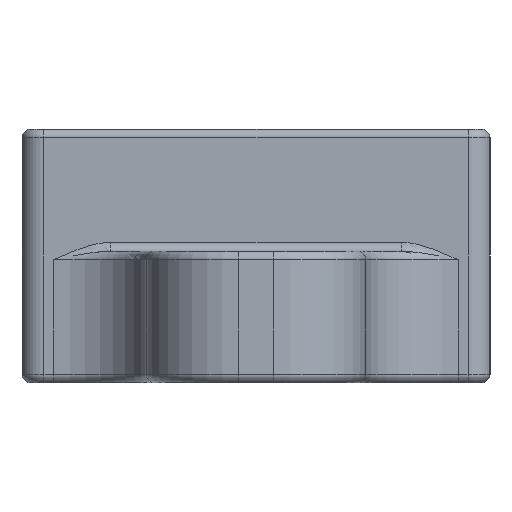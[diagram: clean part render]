
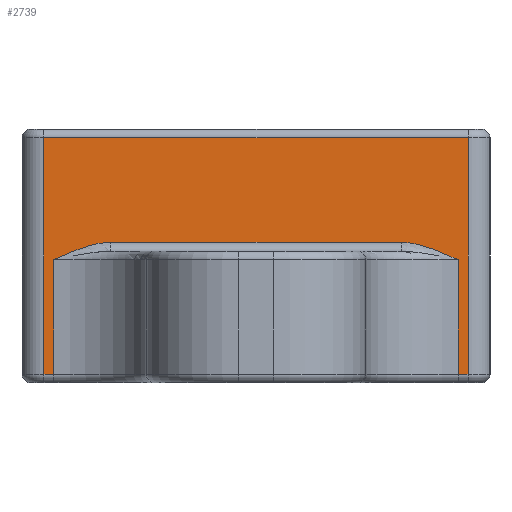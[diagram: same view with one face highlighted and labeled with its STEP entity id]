
A CAD part, left-side view. The second image highlights one B-rep face of the part: STEP entity #2739.
In plain terms, the highlighted planar face has unit normal (-1, 0, 0).
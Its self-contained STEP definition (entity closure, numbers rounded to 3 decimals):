
#74=PLANE('',#2934);
#165=LINE('',#4346,#421);
#166=LINE('',#4406,#422);
#167=LINE('',#4408,#423);
#168=LINE('',#4410,#424);
#169=LINE('',#4412,#425);
#170=LINE('',#4414,#426);
#171=LINE('',#4416,#427);
#172=LINE('',#4417,#428);
#421=VECTOR('',#3281,10.);
#422=VECTOR('',#3284,10.);
#423=VECTOR('',#3285,10.);
#424=VECTOR('',#3286,10.);
#425=VECTOR('',#3287,10.);
#426=VECTOR('',#3288,10.);
#427=VECTOR('',#3289,10.);
#428=VECTOR('',#3290,10.);
#733=FACE_OUTER_BOUND('',#911,.T.);
#911=EDGE_LOOP('',(#1933,#1934,#1935,#1936,#1937,#1938,#1939,#1940,#1941,
#1942));
#1098=B_SPLINE_CURVE_WITH_KNOTS('',3,(#4333,#4334,#4335,#4336,#4337,#4338,
#4339,#4340),.UNSPECIFIED.,.F.,.F.,(4,2,1,1,4),(-0.273,-0.272,
-0.109,-0.054,0.),.UNSPECIFIED.);
#1099=B_SPLINE_CURVE_WITH_KNOTS('',3,(#4388,#4389,#4390,#4391,#4392,#4393,
#4394,#4395),.UNSPECIFIED.,.F.,.F.,(4,1,1,2,4),(-0.272,-0.163,
-0.109,0.,0.001),.UNSPECIFIED.);
#1253=VERTEX_POINT('',#4321);
#1255=VERTEX_POINT('',#4324);
#1256=VERTEX_POINT('',#4342);
#1258=VERTEX_POINT('',#4387);
#1259=VERTEX_POINT('',#4405);
#1260=VERTEX_POINT('',#4407);
#1261=VERTEX_POINT('',#4409);
#1262=VERTEX_POINT('',#4411);
#1263=VERTEX_POINT('',#4413);
#1264=VERTEX_POINT('',#4415);
#1505=EDGE_CURVE('',#1255,#1253,#1098,.T.);
#1508=EDGE_CURVE('',#1253,#1256,#165,.T.);
#1509=EDGE_CURVE('',#1256,#1258,#1099,.T.);
#1511=EDGE_CURVE('',#1259,#1255,#166,.T.);
#1512=EDGE_CURVE('',#1260,#1259,#167,.T.);
#1513=EDGE_CURVE('',#1261,#1260,#168,.T.);
#1514=EDGE_CURVE('',#1262,#1261,#169,.T.);
#1515=EDGE_CURVE('',#1263,#1262,#170,.T.);
#1516=EDGE_CURVE('',#1264,#1263,#171,.T.);
#1517=EDGE_CURVE('',#1258,#1264,#172,.T.);
#1933=ORIENTED_EDGE('',*,*,#1509,.F.);
#1934=ORIENTED_EDGE('',*,*,#1508,.F.);
#1935=ORIENTED_EDGE('',*,*,#1505,.F.);
#1936=ORIENTED_EDGE('',*,*,#1511,.F.);
#1937=ORIENTED_EDGE('',*,*,#1512,.F.);
#1938=ORIENTED_EDGE('',*,*,#1513,.F.);
#1939=ORIENTED_EDGE('',*,*,#1514,.F.);
#1940=ORIENTED_EDGE('',*,*,#1515,.F.);
#1941=ORIENTED_EDGE('',*,*,#1516,.F.);
#1942=ORIENTED_EDGE('',*,*,#1517,.F.);
#2739=ADVANCED_FACE('',(#733),#74,.T.);
#2934=AXIS2_PLACEMENT_3D('',#4404,#3282,#3283);
#3281=DIRECTION('',(0.,1.,0.));
#3282=DIRECTION('center_axis',(-1.,0.,0.));
#3283=DIRECTION('ref_axis',(0.,0.,-1.));
#3284=DIRECTION('',(0.,0.,1.));
#3285=DIRECTION('',(0.,1.,0.));
#3286=DIRECTION('',(0.,0.,-1.));
#3287=DIRECTION('',(0.,-1.,0.));
#3288=DIRECTION('',(0.,0.,1.));
#3289=DIRECTION('',(0.,1.,0.));
#3290=DIRECTION('',(0.,0.,-1.));
#4321=CARTESIAN_POINT('',(-24.7,3.042,0.025));
#4324=CARTESIAN_POINT('',(-24.7,0.45,-0.775));
#4333=CARTESIAN_POINT('Ctrl Pts',(-24.7,0.45,-0.775));
#4334=CARTESIAN_POINT('Ctrl Pts',(-24.7,0.453,-0.774));
#4335=CARTESIAN_POINT('Ctrl Pts',(-24.7,0.455,-0.773));
#4336=CARTESIAN_POINT('Ctrl Pts',(-24.7,0.953,-0.545));
#4337=CARTESIAN_POINT('Ctrl Pts',(-24.7,1.613,-0.239));
#4338=CARTESIAN_POINT('Ctrl Pts',(-24.7,2.497,-0.014));
#4339=CARTESIAN_POINT('Ctrl Pts',(-24.7,2.861,0.025));
#4340=CARTESIAN_POINT('Ctrl Pts',(-24.7,3.042,0.025));
#4342=CARTESIAN_POINT('',(-24.7,16.258,0.025));
#4346=CARTESIAN_POINT('',(-24.7,4.825,0.025));
#4387=CARTESIAN_POINT('',(-24.7,18.85,-0.775));
#4388=CARTESIAN_POINT('Ctrl Pts',(-24.7,16.258,0.025));
#4389=CARTESIAN_POINT('Ctrl Pts',(-24.7,16.62,0.025));
#4390=CARTESIAN_POINT('Ctrl Pts',(-24.7,17.163,-0.088));
#4391=CARTESIAN_POINT('Ctrl Pts',(-24.7,18.015,-0.392));
#4392=CARTESIAN_POINT('Ctrl Pts',(-24.7,18.512,-0.62));
#4393=CARTESIAN_POINT('Ctrl Pts',(-24.7,18.845,-0.773));
#4394=CARTESIAN_POINT('Ctrl Pts',(-24.7,18.847,-0.774));
#4395=CARTESIAN_POINT('Ctrl Pts',(-24.7,18.85,-0.775));
#4404=CARTESIAN_POINT('Origin',(-24.7,0.,5.175));
#4405=CARTESIAN_POINT('',(-24.7,0.45,-5.975));
#4406=CARTESIAN_POINT('',(-24.7,0.45,-0.6));
#4407=CARTESIAN_POINT('',(-24.7,0.,-5.975));
#4408=CARTESIAN_POINT('',(-24.7,0.,-5.975));
#4409=CARTESIAN_POINT('',(-24.7,0.,4.775));
#4410=CARTESIAN_POINT('',(-24.7,0.,2.288));
#4411=CARTESIAN_POINT('',(-24.7,19.3,4.775));
#4412=CARTESIAN_POINT('',(-24.7,0.,4.775));
#4413=CARTESIAN_POINT('',(-24.7,19.3,-5.975));
#4414=CARTESIAN_POINT('',(-24.7,19.3,2.288));
#4415=CARTESIAN_POINT('',(-24.7,18.85,-5.975));
#4416=CARTESIAN_POINT('',(-24.7,0.,-5.975));
#4417=CARTESIAN_POINT('',(-24.7,18.85,-0.6));
